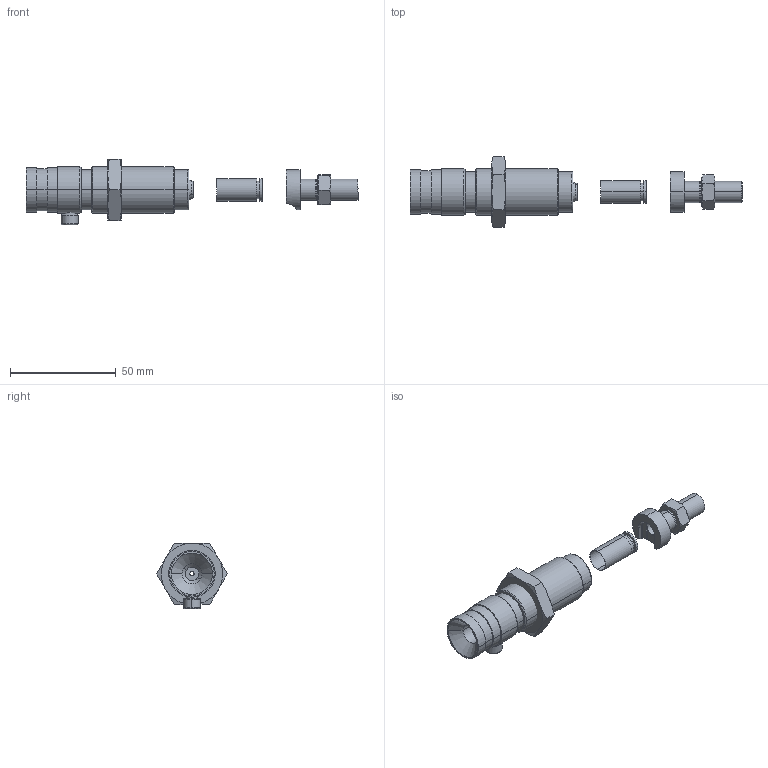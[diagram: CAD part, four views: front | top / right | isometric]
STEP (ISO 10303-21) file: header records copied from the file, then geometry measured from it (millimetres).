
FILE_DESCRIPTION (( 'STEP AP214' ), '1' );
FILE_NAME ('OS-2325 - POS-264 .STEP', '2019-08-16T12:48:58', ( '' ), ( '' ), 'SwSTEP 2.0', 'SolidWorks 2019', '' );
FILE_SCHEMA (( 'AUTOMOTIVE_DESIGN' ));
Length unit declared in the file: millimetre
Products named in the file (16): OS-2326 - POS-269; OS-2325 - POS-246 ; OS-2325 - POS-266; OS-2325 - POS-262; OS-2325 - POS-268; OS-2325 - POS-267; OS-2325 - POS-264 ; OS-2325 - POS-261; OS-2325 - POS-260 
Assembly tree (8 placements, depth 3):
  OS-2325 - POS-246 
  OS-2325 - POS-262
  OS-2325 - POS-264 
    OS-2325 - POS-267
    OS-2326 - POS-269
    OS-2325 - POS-268
    OS-2325 - POS-246 
    OS-2325 - POS-260 
      OS-2325 - POS-261
      OS-2325 - POS-262
    OS-2325 - POS-266
  OS-2325 - POS-267
  OS-2325 - POS-268
Bounding box: 156.92 x 33.49 x 31.14 mm (x, y, z)
Volume: 29569.1 mm3; surface area: 19817.7 mm2
Topology: 7 solids, 7 shells, 185 faces, 403 edges, 248 vertices
Faces by surface type: cylinder 69, plane 60, cone 40, torus 14, bspline 2
Entity records: 7210 total; most frequent: CARTESIAN_POINT 2408, DIRECTION 929, ORIENTED_EDGE 806, EDGE_CURVE 403, AXIS2_PLACEMENT_3D 389, VERTEX_POINT 248, EDGE_LOOP 215, CIRCLE 193
